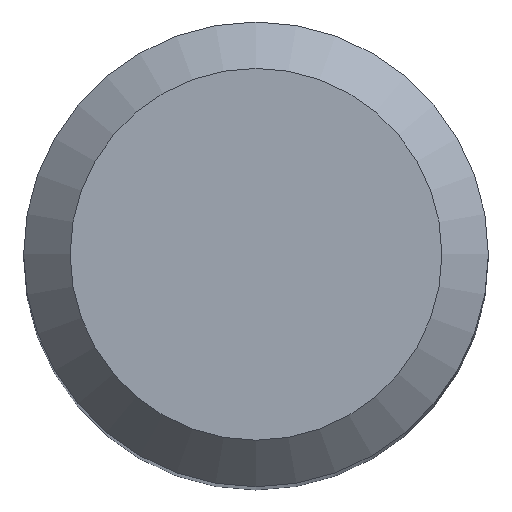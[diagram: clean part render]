
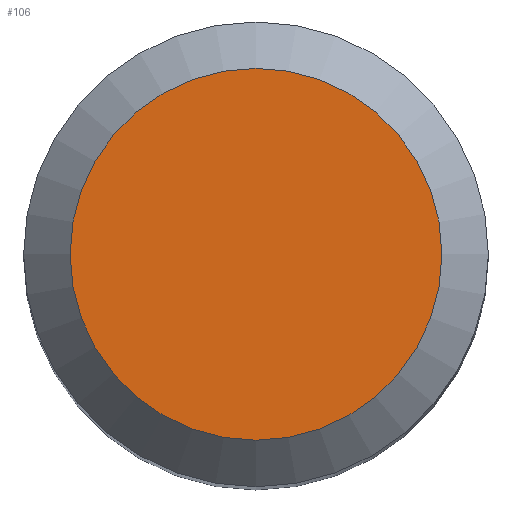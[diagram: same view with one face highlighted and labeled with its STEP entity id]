
A CAD part, top view. The second image highlights one B-rep face of the part: STEP entity #106.
In plain terms, the highlighted planar face has unit normal (0, 0, 1).
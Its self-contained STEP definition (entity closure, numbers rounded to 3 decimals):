
#10 = CARTESIAN_POINT ( 'NONE',  ( 0., 0., 79. ) ) ;
#37 = ORIENTED_EDGE ( 'NONE', *, *, #215, .F. ) ;
#51 = FACE_OUTER_BOUND ( 'NONE', #109, .T. ) ;
#54 = VERTEX_POINT ( 'NONE', #77 ) ;
#60 = CIRCLE ( 'NONE', #193, 3.2 ) ;
#77 = CARTESIAN_POINT ( 'NONE',  ( 0., 3.2, 79. ) ) ;
#106 = ADVANCED_FACE ( 'NONE', ( #51 ), #213, .F. ) ;
#109 = EDGE_LOOP ( 'NONE', ( #37 ) ) ;
#127 = DIRECTION ( 'NONE',  ( 0., 1., 0. ) ) ;
#133 = AXIS2_PLACEMENT_3D ( 'NONE', #10, #210, #217 ) ;
#154 = CARTESIAN_POINT ( 'NONE',  ( 0., 0., 79. ) ) ;
#193 = AXIS2_PLACEMENT_3D ( 'NONE', #154, #237, #127 ) ;
#210 = DIRECTION ( 'NONE',  ( 0., 0., -1. ) ) ;
#213 = PLANE ( 'NONE',  #133 ) ;
#215 = EDGE_CURVE ( 'NONE', #54, #54, #60, .T. ) ;
#217 = DIRECTION ( 'NONE',  ( 0., 1., 0. ) ) ;
#237 = DIRECTION ( 'NONE',  ( 0., 0., -1. ) ) ;
